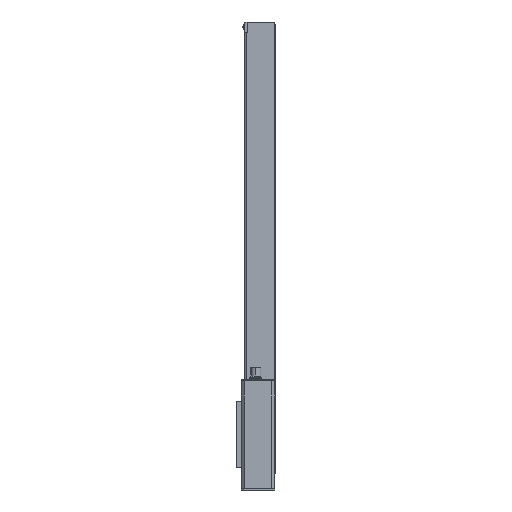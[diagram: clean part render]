
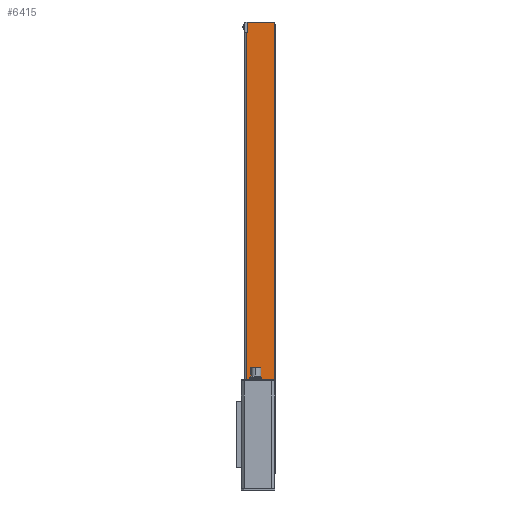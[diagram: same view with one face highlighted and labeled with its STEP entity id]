
A CAD part, left-side view. The second image highlights one B-rep face of the part: STEP entity #6415.
In plain terms, the highlighted planar face has unit normal (-1, 0, 0).
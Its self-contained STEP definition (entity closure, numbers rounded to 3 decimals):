
#173 = EDGE_CURVE ( 'NONE', #16978, #25078, #24019, .T. ) ;
#221 = CARTESIAN_POINT ( 'NONE',  ( -51.27, 11., 564.2 ) ) ;
#901 = ORIENTED_EDGE ( 'NONE', *, *, #173, .T. ) ;
#1056 = CARTESIAN_POINT ( 'NONE',  ( -51.27, -21., 12. ) ) ;
#1457 = VECTOR ( 'NONE', #1564, 1000. ) ;
#1564 = DIRECTION ( 'NONE',  ( 0., 0., -1. ) ) ;
#2374 = EDGE_CURVE ( 'NONE', #16807, #22546, #14690, .T. ) ;
#2460 = DIRECTION ( 'NONE',  ( -1., 0., 0. ) ) ;
#2467 = LINE ( 'NONE', #23998, #25344 ) ;
#2879 = CARTESIAN_POINT ( 'NONE',  ( -51.27, -19., 12. ) ) ;
#2880 = AXIS2_PLACEMENT_3D ( 'NONE', #21897, #28031, #17359 ) ;
#2965 = ORIENTED_EDGE ( 'NONE', *, *, #12404, .T. ) ;
#4200 = DIRECTION ( 'NONE',  ( 0., 0., -1. ) ) ;
#4596 = PLANE ( 'NONE',  #15096 ) ;
#4674 = CARTESIAN_POINT ( 'NONE',  ( -51.27, 11., 562.2 ) ) ;
#4835 = CARTESIAN_POINT ( 'NONE',  ( -51.27, -21., 562.2 ) ) ;
#4912 = CIRCLE ( 'NONE', #22548, 2. ) ;
#5380 = ORIENTED_EDGE ( 'NONE', *, *, #18333, .T. ) ;
#6170 = EDGE_CURVE ( 'NONE', #16807, #7005, #24150, .T. ) ;
#6415 = ADVANCED_FACE ( 'NONE', ( #11075 ), #4596, .F. ) ;
#7005 = VERTEX_POINT ( 'NONE', #9687 ) ;
#7554 = LINE ( 'NONE', #22439, #25638 ) ;
#7844 = CARTESIAN_POINT ( 'NONE',  ( -51.27, 14.125, 552. ) ) ;
#9108 = DIRECTION ( 'NONE',  ( 0., 0., -1. ) ) ;
#9147 = DIRECTION ( 'NONE',  ( 0., 1., 0. ) ) ;
#9687 = CARTESIAN_POINT ( 'NONE',  ( -51.27, -19., 564.2 ) ) ;
#10039 = EDGE_CURVE ( 'NONE', #23637, #7005, #26452, .T. ) ;
#10440 = EDGE_CURVE ( 'NONE', #17755, #11451, #2467, .T. ) ;
#11075 = FACE_OUTER_BOUND ( 'NONE', #26118, .T. ) ;
#11451 = VERTEX_POINT ( 'NONE', #26488 ) ;
#11849 = EDGE_CURVE ( 'NONE', #25078, #23834, #26593, .T. ) ;
#12404 = EDGE_CURVE ( 'NONE', #23834, #17755, #7554, .T. ) ;
#12436 = VECTOR ( 'NONE', #9147, 1000. ) ;
#13383 = CARTESIAN_POINT ( 'NONE',  ( -51.27, 14.125, 552. ) ) ;
#13518 = DIRECTION ( 'NONE',  ( 0., -1., 0. ) ) ;
#13653 = VECTOR ( 'NONE', #4200, 1000. ) ;
#13800 = CARTESIAN_POINT ( 'NONE',  ( -51.27, 14.125, 564.2 ) ) ;
#13952 = VECTOR ( 'NONE', #13518, 1000. ) ;
#14199 = DIRECTION ( 'NONE',  ( 0., 0., -1. ) ) ;
#14254 = ORIENTED_EDGE ( 'NONE', *, *, #10039, .F. ) ;
#14690 = LINE ( 'NONE', #20965, #1457 ) ;
#15096 = AXIS2_PLACEMENT_3D ( 'NONE', #21726, #19585, #17449 ) ;
#15253 = EDGE_CURVE ( 'NONE', #11451, #22546, #25822, .T. ) ;
#16807 = VERTEX_POINT ( 'NONE', #4835 ) ;
#16978 = VERTEX_POINT ( 'NONE', #18966 ) ;
#17359 = DIRECTION ( 'NONE',  ( 0., 0., -1. ) ) ;
#17449 = DIRECTION ( 'NONE',  ( 0., 0., -1. ) ) ;
#17755 = VERTEX_POINT ( 'NONE', #27958 ) ;
#18107 = ORIENTED_EDGE ( 'NONE', *, *, #10440, .T. ) ;
#18333 = EDGE_CURVE ( 'NONE', #23637, #16978, #4912, .T. ) ;
#18966 = CARTESIAN_POINT ( 'NONE',  ( -51.27, 13., 562.2 ) ) ;
#19456 = AXIS2_PLACEMENT_3D ( 'NONE', #2879, #2460, #9108 ) ;
#19585 = DIRECTION ( 'NONE',  ( 1., 0., 0. ) ) ;
#19591 = ORIENTED_EDGE ( 'NONE', *, *, #11849, .T. ) ;
#20460 = CARTESIAN_POINT ( 'NONE',  ( -51.27, 13., 552. ) ) ;
#20965 = CARTESIAN_POINT ( 'NONE',  ( -51.27, -21., 608.673 ) ) ;
#21726 = CARTESIAN_POINT ( 'NONE',  ( -51.27, 14.125, 608.673 ) ) ;
#21897 = CARTESIAN_POINT ( 'NONE',  ( -51.27, -19., 562.2 ) ) ;
#21933 = DIRECTION ( 'NONE',  ( -1., 0., 0. ) ) ;
#22226 = DIRECTION ( 'NONE',  ( 0., 0., -1. ) ) ;
#22439 = CARTESIAN_POINT ( 'NONE',  ( -51.27, 14.125, 608.673 ) ) ;
#22546 = VERTEX_POINT ( 'NONE', #1056 ) ;
#22548 = AXIS2_PLACEMENT_3D ( 'NONE', #4674, #21933, #22226 ) ;
#22662 = ORIENTED_EDGE ( 'NONE', *, *, #15253, .T. ) ;
#23615 = CARTESIAN_POINT ( 'NONE',  ( -51.27, 13., 608.673 ) ) ;
#23637 = VERTEX_POINT ( 'NONE', #221 ) ;
#23834 = VERTEX_POINT ( 'NONE', #7844 ) ;
#23998 = CARTESIAN_POINT ( 'NONE',  ( -51.27, 14.125, 10. ) ) ;
#24019 = LINE ( 'NONE', #23615, #13653 ) ;
#24150 = CIRCLE ( 'NONE', #2880, 2. ) ;
#25078 = VERTEX_POINT ( 'NONE', #20460 ) ;
#25344 = VECTOR ( 'NONE', #26294, 1000. ) ;
#25638 = VECTOR ( 'NONE', #14199, 1000. ) ;
#25822 = CIRCLE ( 'NONE', #19456, 2. ) ;
#25983 = ORIENTED_EDGE ( 'NONE', *, *, #6170, .T. ) ;
#26118 = EDGE_LOOP ( 'NONE', ( #18107, #22662, #27044, #25983, #14254, #5380, #901, #19591, #2965 ) ) ;
#26294 = DIRECTION ( 'NONE',  ( 0., -1., 0. ) ) ;
#26452 = LINE ( 'NONE', #13800, #13952 ) ;
#26488 = CARTESIAN_POINT ( 'NONE',  ( -51.27, -19., 10. ) ) ;
#26593 = LINE ( 'NONE', #13383, #12436 ) ;
#27044 = ORIENTED_EDGE ( 'NONE', *, *, #2374, .F. ) ;
#27958 = CARTESIAN_POINT ( 'NONE',  ( -51.27, 14.125, 10. ) ) ;
#28031 = DIRECTION ( 'NONE',  ( -1., 0., 0. ) ) ;
